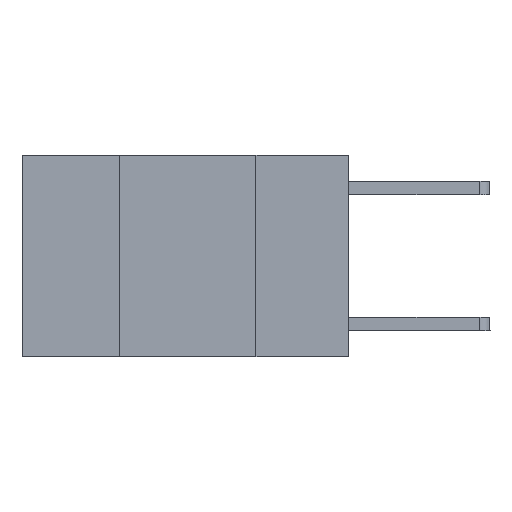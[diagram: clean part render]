
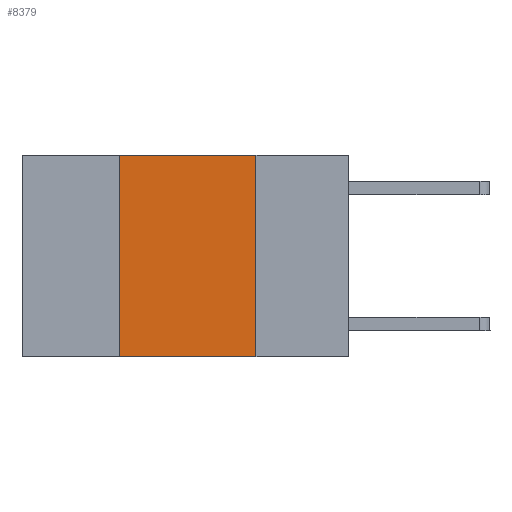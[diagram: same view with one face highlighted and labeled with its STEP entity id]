
A CAD part, left-side view. The second image highlights one B-rep face of the part: STEP entity #8379.
In plain terms, the highlighted planar face has unit normal (-1, 0, 0).
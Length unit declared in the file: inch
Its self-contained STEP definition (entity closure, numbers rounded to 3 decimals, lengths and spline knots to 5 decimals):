
#16 = EDGE_CURVE ( 'NONE', #6325, #9104, #7354, .T. ) ;
#83 = VECTOR ( 'NONE', #10940, 39.37008 ) ;
#260 = VECTOR ( 'NONE', #9533, 39.37008 ) ;
#347 = CARTESIAN_POINT ( 'NONE',  ( 0., 0.42, 0. ) ) ;
#379 = CARTESIAN_POINT ( 'NONE',  ( 0., 0.6, 0. ) ) ;
#783 = ORIENTED_EDGE ( 'NONE', *, *, #7780, .F. ) ;
#1313 = DIRECTION ( 'NONE',  ( 0., 0., -1. ) ) ;
#1846 = DIRECTION ( 'NONE',  ( 0., -1., 0. ) ) ;
#1928 = FACE_OUTER_BOUND ( 'NONE', #9047, .T. ) ;
#2045 = CARTESIAN_POINT ( 'NONE',  ( 0., 0.42, 0. ) ) ;
#2862 = ORIENTED_EDGE ( 'NONE', *, *, #8378, .F. ) ;
#2959 = CARTESIAN_POINT ( 'NONE',  ( 0., 0.17, -0.37 ) ) ;
#3058 = PLANE ( 'NONE',  #3877 ) ;
#3877 = AXIS2_PLACEMENT_3D ( 'NONE', #379, #6577, #1313 ) ;
#3943 = CARTESIAN_POINT ( 'NONE',  ( 0., 0.17, 0. ) ) ;
#3973 = VECTOR ( 'NONE', #1846, 39.37008 ) ;
#4697 = DIRECTION ( 'NONE',  ( 0., 0., 1. ) ) ;
#5605 = VERTEX_POINT ( 'NONE', #2959 ) ;
#6227 = CARTESIAN_POINT ( 'NONE',  ( 0., 0.6, -0.37 ) ) ;
#6325 = VERTEX_POINT ( 'NONE', #347 ) ;
#6569 = LINE ( 'NONE', #6227, #3973 ) ;
#6577 = DIRECTION ( 'NONE',  ( 1., 0., 0. ) ) ;
#7354 = LINE ( 'NONE', #11379, #260 ) ;
#7445 = CARTESIAN_POINT ( 'NONE',  ( 0., 0.42, -0.37 ) ) ;
#7564 = ORIENTED_EDGE ( 'NONE', *, *, #16, .F. ) ;
#7780 = EDGE_CURVE ( 'NONE', #10333, #6325, #10582, .T. ) ;
#8378 = EDGE_CURVE ( 'NONE', #9104, #5605, #11254, .T. ) ;
#8379 = ADVANCED_FACE ( 'NONE', ( #1928 ), #3058, .F. ) ;
#9047 = EDGE_LOOP ( 'NONE', ( #2862, #7564, #783, #10672 ) ) ;
#9104 = VERTEX_POINT ( 'NONE', #11008 ) ;
#9533 = DIRECTION ( 'NONE',  ( 0., -1., 0. ) ) ;
#10113 = EDGE_CURVE ( 'NONE', #10333, #5605, #6569, .T. ) ;
#10333 = VERTEX_POINT ( 'NONE', #7445 ) ;
#10336 = VECTOR ( 'NONE', #4697, 39.37008 ) ;
#10582 = LINE ( 'NONE', #2045, #10336 ) ;
#10672 = ORIENTED_EDGE ( 'NONE', *, *, #10113, .T. ) ;
#10940 = DIRECTION ( 'NONE',  ( 0., 0., -1. ) ) ;
#11008 = CARTESIAN_POINT ( 'NONE',  ( 0., 0.17, 0. ) ) ;
#11254 = LINE ( 'NONE', #3943, #83 ) ;
#11379 = CARTESIAN_POINT ( 'NONE',  ( 0., 0.6, 0. ) ) ;
